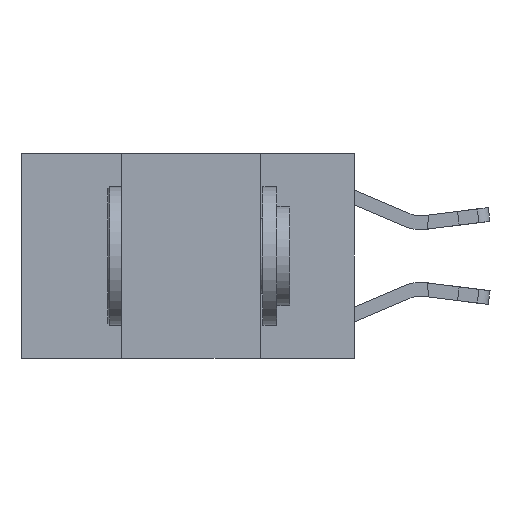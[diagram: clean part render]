
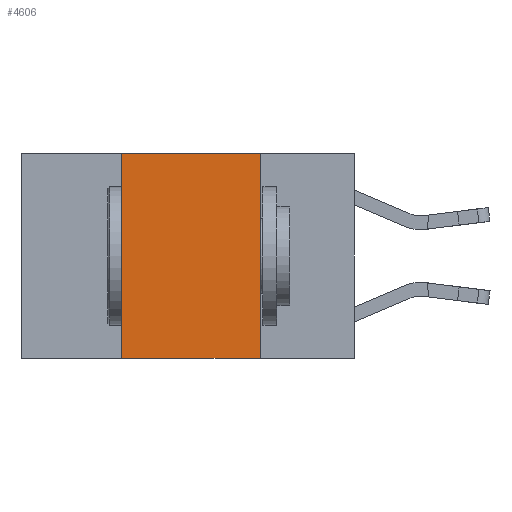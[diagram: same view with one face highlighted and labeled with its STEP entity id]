
A CAD part, left-side view. The second image highlights one B-rep face of the part: STEP entity #4606.
In plain terms, the highlighted planar face has unit normal (-1, 0, 0).
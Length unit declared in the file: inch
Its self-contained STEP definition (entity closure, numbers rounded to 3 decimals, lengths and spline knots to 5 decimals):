
#247 = VECTOR ( 'NONE', #12532, 39.37008 ) ;
#301 = VERTEX_POINT ( 'NONE', #427 ) ;
#427 = CARTESIAN_POINT ( 'NONE',  ( 0., 0.17, 0. ) ) ;
#715 = DIRECTION ( 'NONE',  ( 0., 0., -1. ) ) ;
#1089 = EDGE_CURVE ( 'NONE', #301, #2845, #9409, .T. ) ;
#1576 = CARTESIAN_POINT ( 'NONE',  ( 0., 0.42, 0. ) ) ;
#1597 = CARTESIAN_POINT ( 'NONE',  ( 0., 0.17, -0.37 ) ) ;
#2292 = EDGE_LOOP ( 'NONE', ( #8567, #8871, #10379, #10062 ) ) ;
#2731 = CARTESIAN_POINT ( 'NONE',  ( 0., 0.17, 0. ) ) ;
#2845 = VERTEX_POINT ( 'NONE', #1597 ) ;
#3102 = LINE ( 'NONE', #7478, #10889 ) ;
#3914 = EDGE_CURVE ( 'NONE', #12977, #2845, #3102, .T. ) ;
#4606 = ADVANCED_FACE ( 'NONE', ( #10084 ), #4699, .F. ) ;
#4699 = PLANE ( 'NONE',  #5188 ) ;
#5145 = EDGE_CURVE ( 'NONE', #12977, #7600, #5439, .T. ) ;
#5188 = AXIS2_PLACEMENT_3D ( 'NONE', #5920, #6979, #715 ) ;
#5439 = LINE ( 'NONE', #5713, #247 ) ;
#5713 = CARTESIAN_POINT ( 'NONE',  ( 0., 0.42, 0. ) ) ;
#5920 = CARTESIAN_POINT ( 'NONE',  ( 0., 0.6, 0. ) ) ;
#6088 = VECTOR ( 'NONE', #12927, 39.37008 ) ;
#6096 = CARTESIAN_POINT ( 'NONE',  ( 0., 0.6, 0. ) ) ;
#6881 = VECTOR ( 'NONE', #8926, 39.37008 ) ;
#6979 = DIRECTION ( 'NONE',  ( 1., 0., 0. ) ) ;
#7347 = DIRECTION ( 'NONE',  ( 0., -1., 0. ) ) ;
#7478 = CARTESIAN_POINT ( 'NONE',  ( 0., 0.6, -0.37 ) ) ;
#7600 = VERTEX_POINT ( 'NONE', #1576 ) ;
#8567 = ORIENTED_EDGE ( 'NONE', *, *, #1089, .F. ) ;
#8871 = ORIENTED_EDGE ( 'NONE', *, *, #12812, .F. ) ;
#8926 = DIRECTION ( 'NONE',  ( 0., 0., -1. ) ) ;
#9409 = LINE ( 'NONE', #2731, #6881 ) ;
#10062 = ORIENTED_EDGE ( 'NONE', *, *, #3914, .T. ) ;
#10084 = FACE_OUTER_BOUND ( 'NONE', #2292, .T. ) ;
#10208 = CARTESIAN_POINT ( 'NONE',  ( 0., 0.42, -0.37 ) ) ;
#10379 = ORIENTED_EDGE ( 'NONE', *, *, #5145, .F. ) ;
#10889 = VECTOR ( 'NONE', #7347, 39.37008 ) ;
#11252 = LINE ( 'NONE', #6096, #6088 ) ;
#12532 = DIRECTION ( 'NONE',  ( 0., 0., 1. ) ) ;
#12812 = EDGE_CURVE ( 'NONE', #7600, #301, #11252, .T. ) ;
#12927 = DIRECTION ( 'NONE',  ( 0., -1., 0. ) ) ;
#12977 = VERTEX_POINT ( 'NONE', #10208 ) ;
